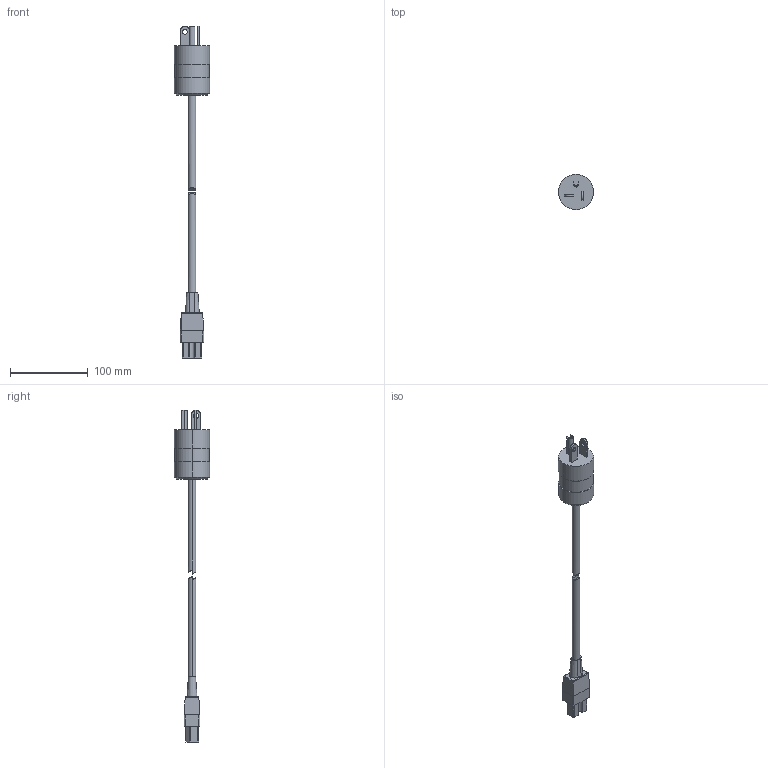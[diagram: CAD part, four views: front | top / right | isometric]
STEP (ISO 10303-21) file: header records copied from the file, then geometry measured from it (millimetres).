
FILE_DESCRIPTION (( 'STEP AP214' ), '1' );
FILE_NAME ('3500-072-E.STEP', '2019-01-25T20:36:22', ( '' ), ( '' ), 'SwSTEP 2.0', 'SolidWorks 2018', '' );
FILE_SCHEMA (( 'AUTOMOTIVE_DESIGN' ));
Length unit declared in the file: inch
Products named in the file (7): NEMA 5-20P; 3500-072-E; 60320 C-15; Power Cable
Assembly tree (3 placements, depth 2):
  NEMA 5-20P
  3500-072-E
    NEMA 5-20P
    Power Cable
    60320 C-15
  60320 C-15
  Power Cable
Bounding box: 45.21 x 45.21 x 426.9 mm (x, y, z)
Volume: 154099.9 mm3; surface area: 31244.6 mm2
Topology: 7 solids, 7 shells, 116 faces, 273 edges, 178 vertices
Faces by surface type: plane 70, cylinder 41, cone 5
Entity records: 3938 total; most frequent: CARTESIAN_POINT 628, DIRECTION 571, ORIENTED_EDGE 546, EDGE_CURVE 273, AXIS2_PLACEMENT_3D 193, LINE 185, VECTOR 185, VERTEX_POINT 178
